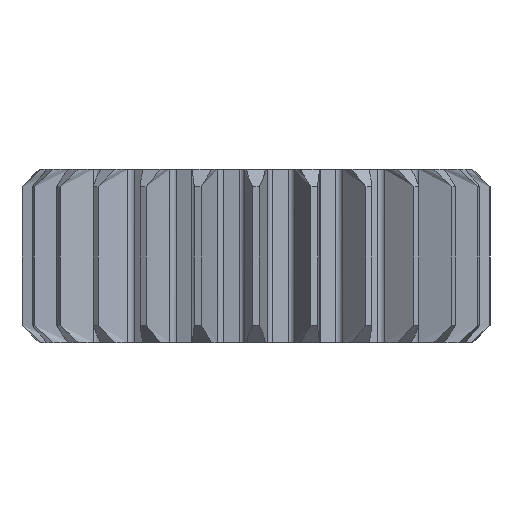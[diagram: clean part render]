
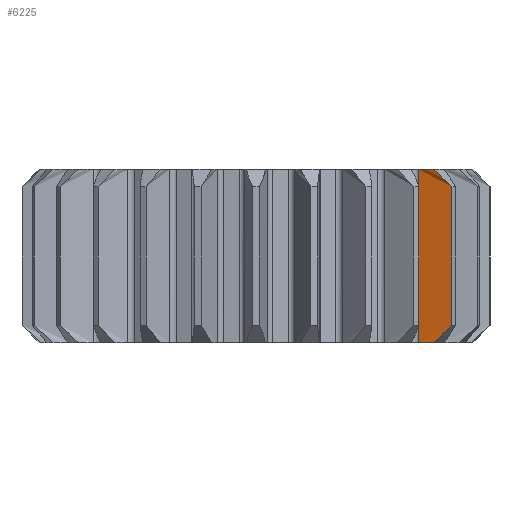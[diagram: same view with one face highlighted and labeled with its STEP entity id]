
A CAD part, front view. The second image highlights one B-rep face of the part: STEP entity #6225.
In plain terms, the highlighted free-form (B-spline) face has degree [2, 1] with [3, 2] control points.
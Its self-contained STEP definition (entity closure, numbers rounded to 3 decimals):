
#897 = VERTEX_POINT('',#898);
#898 = CARTESIAN_POINT('',(27.676,-19.898,
    14.785));
#904 = EDGE_CURVE('',#905,#897,#907,.T.);
#905 = VERTEX_POINT('',#906);
#906 = CARTESIAN_POINT('',(30.297,-21.172,
    14.785));
#907 = ( BOUNDED_CURVE() B_SPLINE_CURVE(2,(#908,#909,#910),
.UNSPECIFIED.,.F.,.F.) B_SPLINE_CURVE_WITH_KNOTS((3,3),(2.793,
3.013),.PIECEWISE_BEZIER_KNOTS.) CURVE() 
GEOMETRIC_REPRESENTATION_ITEM() RATIONAL_B_SPLINE_CURVE((1.,
0.994,1.)) REPRESENTATION_ITEM('') );
#908 = CARTESIAN_POINT('',(30.297,-21.172,
    14.785));
#909 = CARTESIAN_POINT('',(28.916,-20.68,
    14.785));
#910 = CARTESIAN_POINT('',(27.676,-19.898,
    14.785));
#2669 = VERTEX_POINT('',#2670);
#2670 = CARTESIAN_POINT('',(30.297,-21.172,
    -14.785));
#2676 = EDGE_CURVE('',#2669,#2677,#2679,.T.);
#2677 = VERTEX_POINT('',#2678);
#2678 = CARTESIAN_POINT('',(27.676,-19.898,
    -14.785));
#2679 = ( BOUNDED_CURVE() B_SPLINE_CURVE(2,(#2680,#2681,#2682),
.UNSPECIFIED.,.F.,.F.) B_SPLINE_CURVE_WITH_KNOTS((3,3),(2.793,
3.013),.PIECEWISE_BEZIER_KNOTS.) CURVE() 
GEOMETRIC_REPRESENTATION_ITEM() RATIONAL_B_SPLINE_CURVE((1.,
0.994,1.)) REPRESENTATION_ITEM('') );
#2680 = CARTESIAN_POINT('',(30.297,-21.172,
    -14.785));
#2681 = CARTESIAN_POINT('',(28.916,-20.68,
    -14.785));
#2682 = CARTESIAN_POINT('',(27.676,-19.898,
    -14.785));
#3280 = VERTEX_POINT('',#3281);
#3281 = CARTESIAN_POINT('',(33.394,-21.871,
    -11.828));
#3297 = VERTEX_POINT('',#3298);
#3298 = CARTESIAN_POINT('',(33.394,-21.871,
    11.828));
#3304 = EDGE_CURVE('',#3280,#3297,#3305,.T.);
#3305 = B_SPLINE_CURVE_WITH_KNOTS('',1,(#3306,#3307),.UNSPECIFIED.,.F.,
  .F.,(2,2),(2.,18.),.PIECEWISE_BEZIER_KNOTS.);
#3306 = CARTESIAN_POINT('',(33.394,-21.871,
    -11.828));
#3307 = CARTESIAN_POINT('',(33.394,-21.871,
    11.828));
#4136 = EDGE_CURVE('',#2669,#3280,#4137,.T.);
#4137 = B_SPLINE_CURVE_WITH_KNOTS('',3,(#4138,#4139,#4140,#4141),
  .UNSPECIFIED.,.F.,.F.,(4,4),(0.,0.003),
  .PIECEWISE_BEZIER_KNOTS.);
#4138 = CARTESIAN_POINT('',(30.297,-21.172,
    -14.785));
#4139 = CARTESIAN_POINT('',(31.282,-21.522,
    -13.777));
#4140 = CARTESIAN_POINT('',(32.313,-21.76,
    -12.792));
#4141 = CARTESIAN_POINT('',(33.394,-21.871,
    -11.828));
#4762 = EDGE_CURVE('',#3297,#905,#4763,.T.);
#4763 = B_SPLINE_CURVE_WITH_KNOTS('',3,(#4764,#4765,#4766,#4767),
  .UNSPECIFIED.,.F.,.F.,(4,4),(0.,0.003),
  .PIECEWISE_BEZIER_KNOTS.);
#4764 = CARTESIAN_POINT('',(33.394,-21.871,
    11.828));
#4765 = CARTESIAN_POINT('',(32.313,-21.76,
    12.792));
#4766 = CARTESIAN_POINT('',(31.282,-21.522,
    13.777));
#4767 = CARTESIAN_POINT('',(30.297,-21.172,
    14.785));
#6225 = ADVANCED_FACE('',(#6226),#6238,.T.);
#6226 = FACE_BOUND('',#6227,.T.);
#6227 = EDGE_LOOP('',(#6228,#6229,#6234,#6235,#6236,#6237));
#6228 = ORIENTED_EDGE('',*,*,#904,.T.);
#6229 = ORIENTED_EDGE('',*,*,#6230,.T.);
#6230 = EDGE_CURVE('',#897,#2677,#6231,.T.);
#6231 = B_SPLINE_CURVE_WITH_KNOTS('',1,(#6232,#6233),.UNSPECIFIED.,.F.,
  .F.,(2,2),(-20.,0.),.PIECEWISE_BEZIER_KNOTS.);
#6232 = CARTESIAN_POINT('',(27.676,-19.898,
    14.785));
#6233 = CARTESIAN_POINT('',(27.676,-19.898,
    -14.785));
#6234 = ORIENTED_EDGE('',*,*,#2676,.F.);
#6235 = ORIENTED_EDGE('',*,*,#4136,.T.);
#6236 = ORIENTED_EDGE('',*,*,#3304,.T.);
#6237 = ORIENTED_EDGE('',*,*,#4762,.T.);
#6238 = ( BOUNDED_SURFACE() B_SPLINE_SURFACE(2,1,(
    (#6239,#6240)
    ,(#6241,#6242)
    ,(#6243,#6244
)),.UNSPECIFIED.,.F.,.F.,.F.) B_SPLINE_SURFACE_WITH_KNOTS((3,3),(2,2),(
    4.15,4.61),(0.,20.),.PIECEWISE_BEZIER_KNOTS.) 
GEOMETRIC_REPRESENTATION_ITEM() RATIONAL_B_SPLINE_SURFACE((
    (1.,1.)
    ,(0.974,0.974)
,(1.,1.))) REPRESENTATION_ITEM('') SURFACE() );
#6239 = CARTESIAN_POINT('',(27.676,-19.898,
    -14.785));
#6240 = CARTESIAN_POINT('',(27.676,-19.898,
    14.785));
#6241 = CARTESIAN_POINT('',(30.304,-21.554,
    -14.785));
#6242 = CARTESIAN_POINT('',(30.304,-21.554,
    14.785));
#6243 = CARTESIAN_POINT('',(33.394,-21.871,
    -14.785));
#6244 = CARTESIAN_POINT('',(33.394,-21.871,
    14.785));
